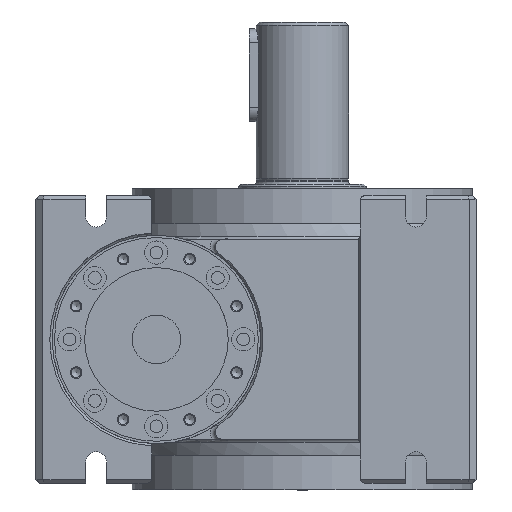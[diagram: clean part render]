
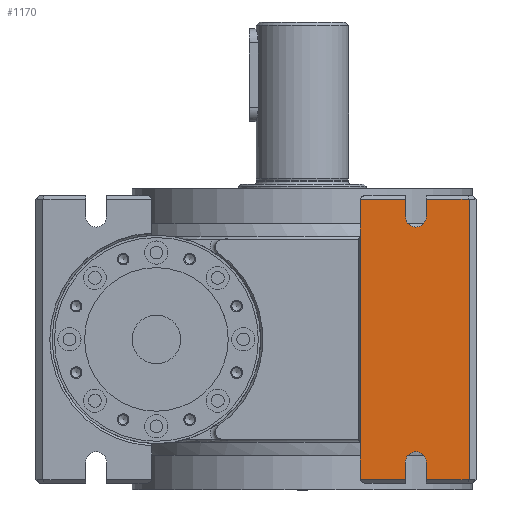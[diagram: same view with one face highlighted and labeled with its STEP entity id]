
A CAD part, left-side view. The second image highlights one B-rep face of the part: STEP entity #1170.
In plain terms, the highlighted planar face has unit normal (-1, 0, 0).
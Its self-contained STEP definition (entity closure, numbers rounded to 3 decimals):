
#1170 = ADVANCED_FACE( '', ( #3142 ), #3143, .T. );
#3142 = FACE_OUTER_BOUND( '', #6246, .T. );
#3143 = PLANE( '', #6247 );
#6246 = EDGE_LOOP( '', ( #9905, #9906, #9907, #9908, #9909, #9910, #9911, #9912, #9913, #9914, #9915, #9916, #9917, #9918, #9919, #9920 ) );
#6247 = AXIS2_PLACEMENT_3D( '', #9921, #9922, #9923 );
#9905 = ORIENTED_EDGE( '', *, *, #16550, .T. );
#9906 = ORIENTED_EDGE( '', *, *, #16551, .F. );
#9907 = ORIENTED_EDGE( '', *, *, #16552, .F. );
#9908 = ORIENTED_EDGE( '', *, *, #16394, .F. );
#9909 = ORIENTED_EDGE( '', *, *, #16553, .T. );
#9910 = ORIENTED_EDGE( '', *, *, #16346, .F. );
#9911 = ORIENTED_EDGE( '', *, *, #16554, .T. );
#9912 = ORIENTED_EDGE( '', *, *, #16555, .T. );
#9913 = ORIENTED_EDGE( '', *, *, #16511, .T. );
#9914 = ORIENTED_EDGE( '', *, *, #16556, .T. );
#9915 = ORIENTED_EDGE( '', *, *, #16557, .F. );
#9916 = ORIENTED_EDGE( '', *, *, #16558, .F. );
#9917 = ORIENTED_EDGE( '', *, *, #16559, .T. );
#9918 = ORIENTED_EDGE( '', *, *, #16050, .F. );
#9919 = ORIENTED_EDGE( '', *, *, #16560, .F. );
#9920 = ORIENTED_EDGE( '', *, *, #16561, .T. );
#9921 = CARTESIAN_POINT( '', ( 481.359, 453.653, 0. ) );
#9922 = DIRECTION( '', ( -1., 0., 0. ) );
#9923 = DIRECTION( '', ( 0., 1., 0. ) );
#16050 = EDGE_CURVE( '', #18752, #18754, #18755, .T. );
#16346 = EDGE_CURVE( '', #19266, #19268, #19269, .T. );
#16394 = EDGE_CURVE( '', #19349, #19351, #19352, .T. );
#16511 = EDGE_CURVE( '', #19550, #19552, #19554, .T. );
#16550 = EDGE_CURVE( '', #19617, #19618, #19619, .T. );
#16551 = EDGE_CURVE( '', #19620, #19618, #19621, .T. );
#16552 = EDGE_CURVE( '', #19351, #19620, #19622, .T. );
#16553 = EDGE_CURVE( '', #19349, #19268, #19623, .T. );
#16554 = EDGE_CURVE( '', #19266, #19624, #19625, .T. );
#16555 = EDGE_CURVE( '', #19624, #19550, #19626, .T. );
#16556 = EDGE_CURVE( '', #19552, #19627, #19628, .T. );
#16557 = EDGE_CURVE( '', #19629, #19627, #19630, .T. );
#16558 = EDGE_CURVE( '', #19631, #19629, #19632, .T. );
#16559 = EDGE_CURVE( '', #19631, #18754, #19633, .T. );
#16560 = EDGE_CURVE( '', #19634, #18752, #19635, .T. );
#16561 = EDGE_CURVE( '', #19634, #19617, #19636, .T. );
#18752 = VERTEX_POINT( '', #23032 );
#18754 = VERTEX_POINT( '', #23035 );
#18755 = LINE( '', #23036, #23037 );
#19266 = VERTEX_POINT( '', #24896 );
#19268 = VERTEX_POINT( '', #24899 );
#19269 = CIRCLE( '', #24900, 2. );
#19349 = VERTEX_POINT( '', #25029 );
#19351 = VERTEX_POINT( '', #25032 );
#19352 = LINE( '', #25033, #25034 );
#19550 = VERTEX_POINT( '', #25414 );
#19552 = VERTEX_POINT( '', #25417 );
#19554 = LINE( '', #25420, #25421 );
#19617 = VERTEX_POINT( '', #25585 );
#19618 = VERTEX_POINT( '', #25586 );
#19619 = LINE( '', #25587, #25588 );
#19620 = VERTEX_POINT( '', #25589 );
#19621 = LINE( '', #25590, #25591 );
#19622 = CIRCLE( '', #25592, 4.5 );
#19623 = LINE( '', #25593, #25594 );
#19624 = VERTEX_POINT( '', #25595 );
#19625 = LINE( '', #25596, #25597 );
#19626 = LINE( '', #25598, #25599 );
#19627 = VERTEX_POINT( '', #25600 );
#19628 = CIRCLE( '', #25601, 2. );
#19629 = VERTEX_POINT( '', #25602 );
#19630 = LINE( '', #25603, #25604 );
#19631 = VERTEX_POINT( '', #25605 );
#19632 = LINE( '', #25606, #25607 );
#19633 = CIRCLE( '', #25608, 4.5 );
#19634 = VERTEX_POINT( '', #25609 );
#19635 = LINE( '', #25610, #25611 );
#19636 = LINE( '', #25612, #25613 );
#23032 = CARTESIAN_POINT( '', ( 481.359, 472.153, -60.5 ) );
#23035 = CARTESIAN_POINT( '', ( 481.359, 472.153, -53. ) );
#23036 = CARTESIAN_POINT( '', ( 481.359, 472.153, 0. ) );
#23037 = VECTOR( '', #36784, 1000. );
#24896 = CARTESIAN_POINT( '', ( 481.359, 500.653, 60. ) );
#24899 = CARTESIAN_POINT( '', ( 481.359, 500.59, 60.5 ) );
#24900 = AXIS2_PLACEMENT_3D( '', #37180, #37181, #37182 );
#25029 = CARTESIAN_POINT( '', ( 481.359, 481.153, 60.5 ) );
#25032 = CARTESIAN_POINT( '', ( 481.359, 481.153, 53. ) );
#25033 = CARTESIAN_POINT( '', ( 481.359, 481.153, 0. ) );
#25034 = VECTOR( '', #37266, 1000. );
#25414 = CARTESIAN_POINT( '', ( 481.359, 500.653, -45. ) );
#25417 = CARTESIAN_POINT( '', ( 481.359, 500.653, -60. ) );
#25420 = CARTESIAN_POINT( '', ( 481.359, 500.653, 0. ) );
#25421 = VECTOR( '', #37427, 1000. );
#25585 = CARTESIAN_POINT( '', ( 481.359, 453.653, 60.5 ) );
#25586 = CARTESIAN_POINT( '', ( 481.359, 472.153, 60.5 ) );
#25587 = CARTESIAN_POINT( '', ( 481.359, 0., 60.5 ) );
#25588 = VECTOR( '', #37469, 1000. );
#25589 = CARTESIAN_POINT( '', ( 481.359, 472.153, 53. ) );
#25590 = CARTESIAN_POINT( '', ( 481.359, 472.153, 0. ) );
#25591 = VECTOR( '', #37470, 1000. );
#25592 = AXIS2_PLACEMENT_3D( '', #37471, #37472, #37473 );
#25593 = CARTESIAN_POINT( '', ( 481.359, 0., 60.5 ) );
#25594 = VECTOR( '', #37474, 1000. );
#25595 = CARTESIAN_POINT( '', ( 481.359, 500.653, 45. ) );
#25596 = CARTESIAN_POINT( '', ( 481.359, 500.653, 0. ) );
#25597 = VECTOR( '', #37475, 1000. );
#25598 = CARTESIAN_POINT( '', ( 481.359, 500.653, 0. ) );
#25599 = VECTOR( '', #37476, 1000. );
#25600 = CARTESIAN_POINT( '', ( 481.359, 500.59, -60.5 ) );
#25601 = AXIS2_PLACEMENT_3D( '', #37477, #37478, #37479 );
#25602 = CARTESIAN_POINT( '', ( 481.359, 481.153, -60.5 ) );
#25603 = CARTESIAN_POINT( '', ( 481.359, 0., -60.5 ) );
#25604 = VECTOR( '', #37480, 1000. );
#25605 = CARTESIAN_POINT( '', ( 481.359, 481.153, -53. ) );
#25606 = CARTESIAN_POINT( '', ( 481.359, 481.153, 0. ) );
#25607 = VECTOR( '', #37481, 1000. );
#25608 = AXIS2_PLACEMENT_3D( '', #37482, #37483, #37484 );
#25609 = CARTESIAN_POINT( '', ( 481.359, 453.653, -60.5 ) );
#25610 = CARTESIAN_POINT( '', ( 481.359, 0., -60.5 ) );
#25611 = VECTOR( '', #37485, 1000. );
#25612 = CARTESIAN_POINT( '', ( 481.359, 453.653, 0. ) );
#25613 = VECTOR( '', #37486, 1000. );
#36784 = DIRECTION( '', ( 0., 0., 1. ) );
#37180 = CARTESIAN_POINT( '', ( 481.359, 498.653, 60. ) );
#37181 = DIRECTION( '', ( 1., 0., 0. ) );
#37182 = DIRECTION( '', ( 0., 1., 0. ) );
#37266 = DIRECTION( '', ( 0., 0., -1. ) );
#37427 = DIRECTION( '', ( 0., 0., -1. ) );
#37469 = DIRECTION( '', ( 0., 1., 0. ) );
#37470 = DIRECTION( '', ( 0., 0., 1. ) );
#37471 = CARTESIAN_POINT( '', ( 481.359, 476.653, 53. ) );
#37472 = DIRECTION( '', ( -1., 0., 0. ) );
#37473 = DIRECTION( '', ( 0., 1., 0. ) );
#37474 = DIRECTION( '', ( 0., 1., 0. ) );
#37475 = DIRECTION( '', ( 0., 0., -1. ) );
#37476 = DIRECTION( '', ( 0., 0., -1. ) );
#37477 = CARTESIAN_POINT( '', ( 481.359, 498.653, -60. ) );
#37478 = DIRECTION( '', ( -1., 0., 0. ) );
#37479 = DIRECTION( '', ( 0., 1., 0. ) );
#37480 = DIRECTION( '', ( 0., 1., 0. ) );
#37481 = DIRECTION( '', ( 0., 0., -1. ) );
#37482 = CARTESIAN_POINT( '', ( 481.359, 476.653, -53. ) );
#37483 = DIRECTION( '', ( 1., 0., 0. ) );
#37484 = DIRECTION( '', ( 0., 1., 0. ) );
#37485 = DIRECTION( '', ( 0., 1., 0. ) );
#37486 = DIRECTION( '', ( 0., 0., 1. ) );
